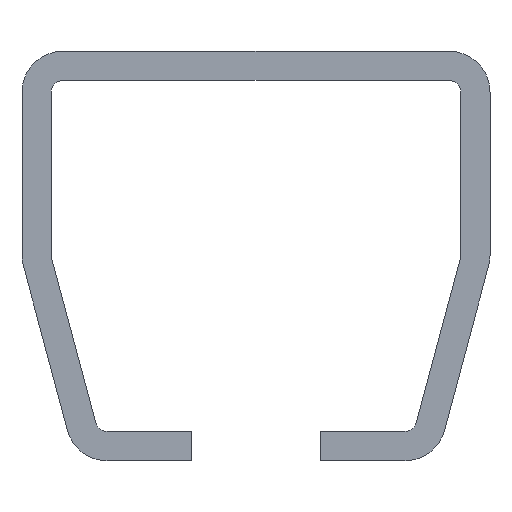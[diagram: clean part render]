
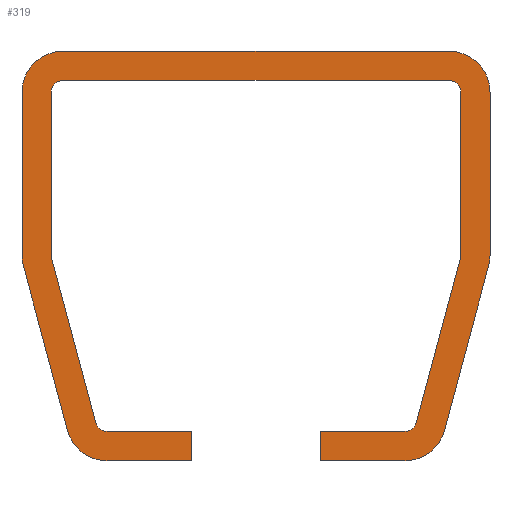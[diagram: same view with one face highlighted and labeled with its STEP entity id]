
A CAD part, front view. The second image highlights one B-rep face of the part: STEP entity #319.
In plain terms, the highlighted planar face has unit normal (0, -1, 0).
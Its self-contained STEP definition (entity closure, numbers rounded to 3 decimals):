
#319=ADVANCED_FACE('',(#531),#533,.F.);
#531=FACE_BOUND('',#532,.T.);
#532=EDGE_LOOP('',(#678,#679,#680,#681,#682,#683,#684,#685,#686,#687,#688,#689,#690,
#691,#692,#693,#694,#695,#696,#697,#698,#699,#700,#701,#702,#703,#704,#705));
#533=PLANE('',#534);
#534=AXIS2_PLACEMENT_3D('',#535,#536,#537);
#535=CARTESIAN_POINT('',(0.,0.,0.));
#536=DIRECTION('',(-0.,1.,0.));
#537=DIRECTION('',(1.,0.,0.));
#678=ORIENTED_EDGE('',*,*,#788,.F.);
#679=ORIENTED_EDGE('',*,*,#785,.F.);
#680=ORIENTED_EDGE('',*,*,#782,.F.);
#681=ORIENTED_EDGE('',*,*,#779,.F.);
#682=ORIENTED_EDGE('',*,*,#776,.F.);
#683=ORIENTED_EDGE('',*,*,#773,.F.);
#684=ORIENTED_EDGE('',*,*,#770,.F.);
#685=ORIENTED_EDGE('',*,*,#767,.F.);
#686=ORIENTED_EDGE('',*,*,#764,.F.);
#687=ORIENTED_EDGE('',*,*,#761,.F.);
#688=ORIENTED_EDGE('',*,*,#758,.F.);
#689=ORIENTED_EDGE('',*,*,#755,.F.);
#690=ORIENTED_EDGE('',*,*,#752,.F.);
#691=ORIENTED_EDGE('',*,*,#749,.F.);
#692=ORIENTED_EDGE('',*,*,#746,.F.);
#693=ORIENTED_EDGE('',*,*,#743,.F.);
#694=ORIENTED_EDGE('',*,*,#740,.F.);
#695=ORIENTED_EDGE('',*,*,#737,.F.);
#696=ORIENTED_EDGE('',*,*,#734,.F.);
#697=ORIENTED_EDGE('',*,*,#731,.F.);
#698=ORIENTED_EDGE('',*,*,#728,.F.);
#699=ORIENTED_EDGE('',*,*,#725,.F.);
#700=ORIENTED_EDGE('',*,*,#722,.F.);
#701=ORIENTED_EDGE('',*,*,#719,.F.);
#702=ORIENTED_EDGE('',*,*,#716,.F.);
#703=ORIENTED_EDGE('',*,*,#713,.F.);
#704=ORIENTED_EDGE('',*,*,#710,.F.);
#705=ORIENTED_EDGE('',*,*,#706,.F.);
#706=EDGE_CURVE('',#790,#791,#792,.T.);
#710=EDGE_CURVE('',#791,#798,#799,.T.);
#713=EDGE_CURVE('',#798,#803,#804,.T.);
#716=EDGE_CURVE('',#803,#808,#809,.T.);
#719=EDGE_CURVE('',#808,#813,#814,.T.);
#722=EDGE_CURVE('',#813,#818,#819,.T.);
#725=EDGE_CURVE('',#818,#823,#824,.T.);
#728=EDGE_CURVE('',#823,#828,#829,.T.);
#731=EDGE_CURVE('',#828,#833,#834,.T.);
#734=EDGE_CURVE('',#833,#838,#839,.T.);
#737=EDGE_CURVE('',#838,#843,#844,.T.);
#740=EDGE_CURVE('',#843,#848,#849,.T.);
#743=EDGE_CURVE('',#848,#853,#854,.T.);
#746=EDGE_CURVE('',#853,#858,#859,.T.);
#749=EDGE_CURVE('',#858,#863,#864,.T.);
#752=EDGE_CURVE('',#863,#868,#869,.T.);
#755=EDGE_CURVE('',#868,#873,#874,.T.);
#758=EDGE_CURVE('',#873,#878,#879,.T.);
#761=EDGE_CURVE('',#878,#883,#884,.T.);
#764=EDGE_CURVE('',#883,#888,#889,.T.);
#767=EDGE_CURVE('',#888,#893,#894,.T.);
#770=EDGE_CURVE('',#893,#898,#899,.T.);
#773=EDGE_CURVE('',#898,#903,#904,.T.);
#776=EDGE_CURVE('',#903,#908,#909,.T.);
#779=EDGE_CURVE('',#908,#913,#914,.T.);
#782=EDGE_CURVE('',#913,#918,#919,.T.);
#785=EDGE_CURVE('',#918,#923,#924,.T.);
#788=EDGE_CURVE('',#923,#790,#928,.T.);
#790=VERTEX_POINT('',#930);
#791=VERTEX_POINT('',#931);
#792=LINE('',#932,#933);
#798=VERTEX_POINT('',#946);
#799=CIRCLE('',#947,1.);
#803=VERTEX_POINT('',#959);
#804=LINE('',#960,#961);
#808=VERTEX_POINT('',#970);
#809=CIRCLE('',#971,1.);
#813=VERTEX_POINT('',#983);
#814=LINE('',#984,#985);
#818=VERTEX_POINT('',#994);
#819=CIRCLE('',#995,1.);
#823=VERTEX_POINT('',#1007);
#824=LINE('',#1008,#1009);
#828=VERTEX_POINT('',#1018);
#829=LINE('',#1019,#1020);
#833=VERTEX_POINT('',#1029);
#834=LINE('',#1030,#1031);
#838=VERTEX_POINT('',#1040);
#839=CIRCLE('',#1041,3.5);
#843=VERTEX_POINT('',#1053);
#844=LINE('',#1054,#1055);
#848=VERTEX_POINT('',#1064);
#849=CIRCLE('',#1065,3.5);
#853=VERTEX_POINT('',#1077);
#854=LINE('',#1078,#1079);
#858=VERTEX_POINT('',#1088);
#859=CIRCLE('',#1089,3.5);
#863=VERTEX_POINT('',#1101);
#864=LINE('',#1102,#1103);
#868=VERTEX_POINT('',#1112);
#869=CIRCLE('',#1113,3.5);
#873=VERTEX_POINT('',#1125);
#874=LINE('',#1126,#1127);
#878=VERTEX_POINT('',#1136);
#879=CIRCLE('',#1137,3.5);
#883=VERTEX_POINT('',#1149);
#884=LINE('',#1150,#1151);
#888=VERTEX_POINT('',#1160);
#889=CIRCLE('',#1161,3.5);
#893=VERTEX_POINT('',#1173);
#894=LINE('',#1174,#1175);
#898=VERTEX_POINT('',#1184);
#899=LINE('',#1185,#1186);
#903=VERTEX_POINT('',#1195);
#904=LINE('',#1196,#1197);
#908=VERTEX_POINT('',#1206);
#909=CIRCLE('',#1207,1.);
#913=VERTEX_POINT('',#1219);
#914=LINE('',#1220,#1221);
#918=VERTEX_POINT('',#1230);
#919=CIRCLE('',#1231,1.);
#923=VERTEX_POINT('',#1243);
#924=LINE('',#1244,#1245);
#928=CIRCLE('',#1254,1.);
#930=CARTESIAN_POINT('',(16.5,0.,-2.5));
#931=CARTESIAN_POINT('',(-16.5,0.,-2.5));
#932=CARTESIAN_POINT('',(16.5,0.,-2.5));
#933=VECTOR('',#934,1.);
#934=DIRECTION('',(-1.,0.,0.));
#946=CARTESIAN_POINT('',(-17.5,0.,-3.5));
#947=AXIS2_PLACEMENT_3D('',#948,#949,#950);
#948=CARTESIAN_POINT('',(-16.5,0.,-3.5));
#949=DIRECTION('',(0.,-1.,0.));
#950=DIRECTION('',(0.,0.,1.));
#959=CARTESIAN_POINT('',(-17.5,0.,-17.439));
#960=CARTESIAN_POINT('',(-17.5,0.,-3.5));
#961=VECTOR('',#962,1.);
#962=DIRECTION('',(0.,0.,-1.));
#970=CARTESIAN_POINT('',(-17.466,0.,-17.698));
#971=AXIS2_PLACEMENT_3D('',#972,#973,#974);
#972=CARTESIAN_POINT('',(-16.5,0.,-17.439));
#973=DIRECTION('',(0.,-1.,0.));
#974=DIRECTION('',(-1.,0.,0.));
#983=CARTESIAN_POINT('',(-13.698,0.,-31.759));
#984=CARTESIAN_POINT('',(-17.466,0.,-17.698));
#985=VECTOR('',#986,1.);
#986=DIRECTION('',(0.259,0.,-0.966));
#994=CARTESIAN_POINT('',(-12.732,0.,-32.5));
#995=AXIS2_PLACEMENT_3D('',#996,#997,#998);
#996=CARTESIAN_POINT('',(-12.732,0.,-31.5));
#997=DIRECTION('',(0.,-1.,-0.));
#998=DIRECTION('',(-0.966,0.,-0.259));
#1007=CARTESIAN_POINT('',(-5.5,0.,-32.5));
#1008=CARTESIAN_POINT('',(-12.732,0.,-32.5));
#1009=VECTOR('',#1010,1.);
#1010=DIRECTION('',(1.,0.,0.));
#1018=CARTESIAN_POINT('',(-5.5,0.,-35.));
#1019=CARTESIAN_POINT('',(-5.5,0.,-32.5));
#1020=VECTOR('',#1021,1.);
#1021=DIRECTION('',(0.,0.,-1.));
#1029=CARTESIAN_POINT('',(-12.732,0.,-35.));
#1030=CARTESIAN_POINT('',(-5.5,0.,-35.));
#1031=VECTOR('',#1032,1.);
#1032=DIRECTION('',(-1.,0.,0.));
#1040=CARTESIAN_POINT('',(-16.113,0.,-32.406));
#1041=AXIS2_PLACEMENT_3D('',#1042,#1043,#1044);
#1042=CARTESIAN_POINT('',(-12.732,0.,-31.5));
#1043=DIRECTION('',(-0.,1.,0.));
#1044=DIRECTION('',(0.,0.,-1.));
#1053=CARTESIAN_POINT('',(-19.881,0.,-18.345));
#1054=CARTESIAN_POINT('',(-16.113,0.,-32.406));
#1055=VECTOR('',#1056,1.);
#1056=DIRECTION('',(-0.259,0.,0.966));
#1064=CARTESIAN_POINT('',(-20.,0.,-17.439));
#1065=AXIS2_PLACEMENT_3D('',#1066,#1067,#1068);
#1066=CARTESIAN_POINT('',(-16.5,0.,-17.439));
#1067=DIRECTION('',(-0.,1.,0.));
#1068=DIRECTION('',(-0.966,0.,-0.259));
#1077=CARTESIAN_POINT('',(-20.,0.,-3.5));
#1078=CARTESIAN_POINT('',(-20.,0.,-17.439));
#1079=VECTOR('',#1080,1.);
#1080=DIRECTION('',(0.,0.,1.));
#1088=CARTESIAN_POINT('',(-16.5,0.,0.));
#1089=AXIS2_PLACEMENT_3D('',#1090,#1091,#1092);
#1090=CARTESIAN_POINT('',(-16.5,0.,-3.5));
#1091=DIRECTION('',(-0.,1.,0.));
#1092=DIRECTION('',(-1.,0.,0.));
#1101=CARTESIAN_POINT('',(16.5,0.,0.));
#1102=CARTESIAN_POINT('',(-16.5,0.,0.));
#1103=VECTOR('',#1104,1.);
#1104=DIRECTION('',(1.,0.,0.));
#1112=CARTESIAN_POINT('',(20.,0.,-3.5));
#1113=AXIS2_PLACEMENT_3D('',#1114,#1115,#1116);
#1114=CARTESIAN_POINT('',(16.5,0.,-3.5));
#1115=DIRECTION('',(-0.,1.,0.));
#1116=DIRECTION('',(0.,0.,1.));
#1125=CARTESIAN_POINT('',(20.,0.,-17.439));
#1126=CARTESIAN_POINT('',(20.,0.,-3.5));
#1127=VECTOR('',#1128,1.);
#1128=DIRECTION('',(0.,0.,-1.));
#1136=CARTESIAN_POINT('',(19.881,0.,-18.345));
#1137=AXIS2_PLACEMENT_3D('',#1138,#1139,#1140);
#1138=CARTESIAN_POINT('',(16.5,0.,-17.439));
#1139=DIRECTION('',(0.,1.,0.));
#1140=DIRECTION('',(1.,0.,0.));
#1149=CARTESIAN_POINT('',(16.113,0.,-32.406));
#1150=CARTESIAN_POINT('',(19.881,0.,-18.345));
#1151=VECTOR('',#1152,1.);
#1152=DIRECTION('',(-0.259,0.,-0.966));
#1160=CARTESIAN_POINT('',(12.732,0.,-35.));
#1161=AXIS2_PLACEMENT_3D('',#1162,#1163,#1164);
#1162=CARTESIAN_POINT('',(12.732,0.,-31.5));
#1163=DIRECTION('',(0.,1.,0.));
#1164=DIRECTION('',(0.966,0.,-0.259));
#1173=CARTESIAN_POINT('',(5.5,0.,-35.));
#1174=CARTESIAN_POINT('',(12.732,0.,-35.));
#1175=VECTOR('',#1176,1.);
#1176=DIRECTION('',(-1.,0.,0.));
#1184=CARTESIAN_POINT('',(5.5,0.,-32.5));
#1185=CARTESIAN_POINT('',(5.5,0.,-35.));
#1186=VECTOR('',#1187,1.);
#1187=DIRECTION('',(0.,0.,1.));
#1195=CARTESIAN_POINT('',(12.732,0.,-32.5));
#1196=CARTESIAN_POINT('',(5.5,0.,-32.5));
#1197=VECTOR('',#1198,1.);
#1198=DIRECTION('',(1.,0.,0.));
#1206=CARTESIAN_POINT('',(13.698,0.,-31.759));
#1207=AXIS2_PLACEMENT_3D('',#1208,#1209,#1210);
#1208=CARTESIAN_POINT('',(12.732,0.,-31.5));
#1209=DIRECTION('',(0.,-1.,-0.));
#1210=DIRECTION('',(0.,0.,-1.));
#1219=CARTESIAN_POINT('',(17.466,0.,-17.698));
#1220=CARTESIAN_POINT('',(13.698,0.,-31.759));
#1221=VECTOR('',#1222,1.);
#1222=DIRECTION('',(0.259,0.,0.966));
#1230=CARTESIAN_POINT('',(17.5,0.,-17.439));
#1231=AXIS2_PLACEMENT_3D('',#1232,#1233,#1234);
#1232=CARTESIAN_POINT('',(16.5,0.,-17.439));
#1233=DIRECTION('',(0.,-1.,-0.));
#1234=DIRECTION('',(0.966,0.,-0.259));
#1243=CARTESIAN_POINT('',(17.5,0.,-3.5));
#1244=CARTESIAN_POINT('',(17.5,0.,-17.439));
#1245=VECTOR('',#1246,1.);
#1246=DIRECTION('',(0.,0.,1.));
#1254=AXIS2_PLACEMENT_3D('',#1255,#1256,#1257);
#1255=CARTESIAN_POINT('',(16.5,0.,-3.5));
#1256=DIRECTION('',(0.,-1.,0.));
#1257=DIRECTION('',(1.,0.,0.));
